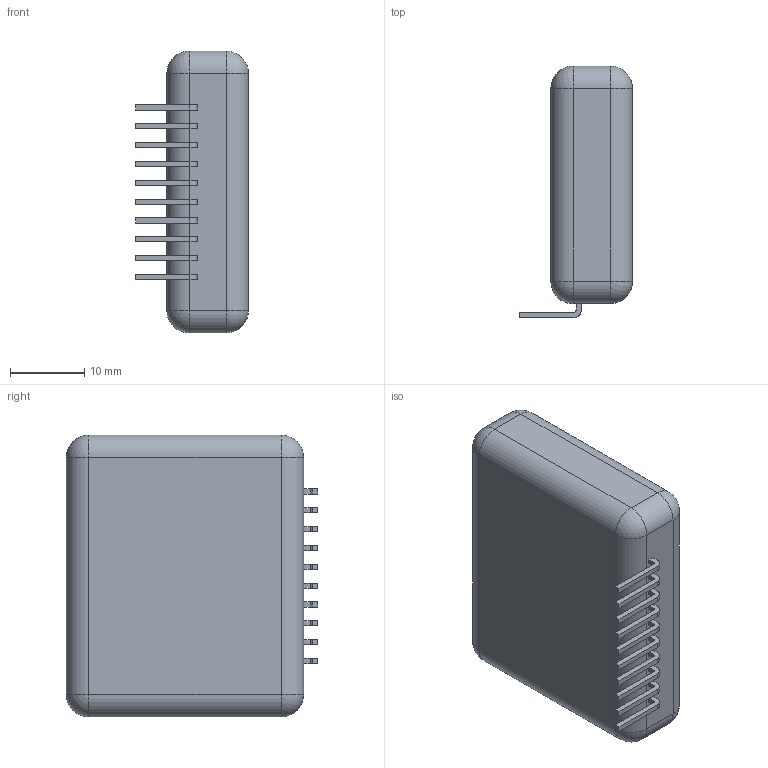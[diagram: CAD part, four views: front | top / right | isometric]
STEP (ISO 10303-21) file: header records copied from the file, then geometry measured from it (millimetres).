
FILE_DESCRIPTION(/* description */ (''),/* implementation_level */ '2;1');
FILE_NAME(/* name */ 'BTDR-3H.step',/* time_stamp */ '2019-04-10T20:56:00+01:00',/* author */ (''),/* organization */ (''),/* preprocessor_version */ 'ST-DEVELOPER v17.2',/* originating_system */ 'Autodesk Translation Framework v7.6.0.251',/* authorisation */ '');
FILE_SCHEMA (('AUTOMOTIVE_DESIGN { 1 0 10303 214 3 1 1 }'));
Length unit declared in the file: millimetre
Products named in the file (1): BTDR-3H
Bounding box: 15.2 x 33.9 x 38 mm (x, y, z)
Volume: 12831.6 mm3; surface area: 3812.6 mm2
Topology: 11 solids, 11 shells, 126 faces, 288 edges, 184 vertices
Faces by surface type: plane 86, cylinder 32, sphere 8
Entity records: 3534 total; most frequent: DIRECTION 606, CARTESIAN_POINT 599, ORIENTED_EDGE 576, EDGE_CURVE 288, LINE 224, VECTOR 224, AXIS2_PLACEMENT_3D 191, VERTEX_POINT 184
